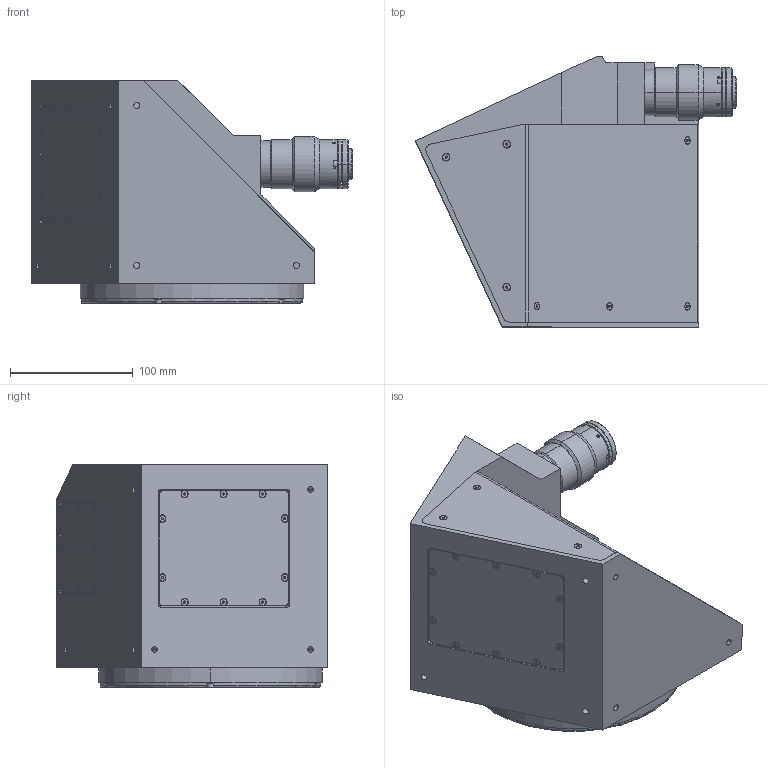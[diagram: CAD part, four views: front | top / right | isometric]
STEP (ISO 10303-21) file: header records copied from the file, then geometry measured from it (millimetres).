
FILE_DESCRIPTION (( 'STEP AP203' ), '1' );
FILE_NAME ('DP26818_TCCR2M120-C.step', '2021-10-22T07:47:28', ( '' ), ( '' ), 'SwSTEP 2.0', 'SolidWorks 2021', '' );
FILE_SCHEMA (( 'CONFIG_CONTROL_DESIGN' ));
Length unit declared in the file: millimetre
Products named in the file (1): DP26818_TCCR2M120-C
Bounding box: 261.31 x 220 x 181.4 mm (x, y, z)
Surface area: 226690.7 mm2 (no closed solid volume)
Topology: 0 solids, 80 shells, 515 faces, 1687 edges, 1177 vertices
Faces by surface type: plane 219, cylinder 145, cone 134, torus 15, sphere 2
Entity records: 18366 total; most frequent: CARTESIAN_POINT 3664, DIRECTION 3224, ORIENTED_EDGE 2520, EDGE_CURVE 1625, VERTEX_POINT 1177, AXIS2_PLACEMENT_3D 1127, LINE 970, VECTOR 970
